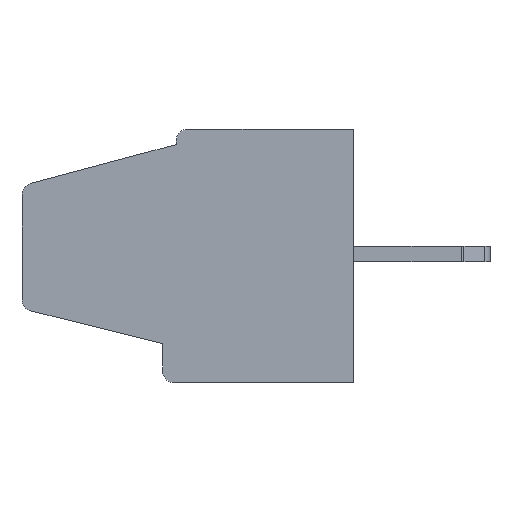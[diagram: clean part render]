
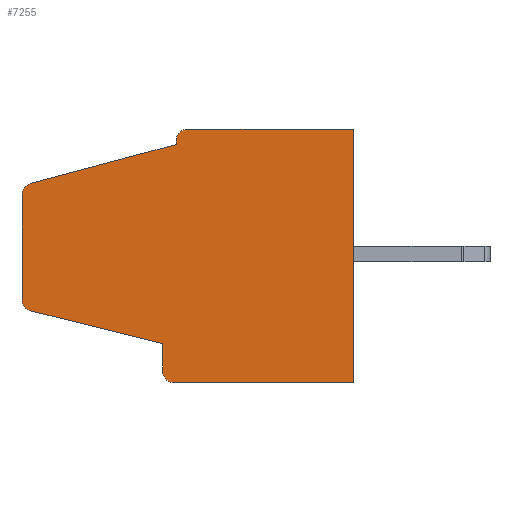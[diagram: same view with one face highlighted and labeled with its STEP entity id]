
A CAD part, left-side view. The second image highlights one B-rep face of the part: STEP entity #7255.
In plain terms, the highlighted planar face has unit normal (-1, 0, 0).
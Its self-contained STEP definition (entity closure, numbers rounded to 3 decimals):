
#18 = DIRECTION ( 'NONE',  ( 0., 1., 0. ) ) ;
#76 = EDGE_CURVE ( 'NONE', #3580, #1394, #2708, .T. ) ;
#110 = CARTESIAN_POINT ( 'NONE',  ( -1.47, -4.25, -3.25 ) ) ;
#187 = DIRECTION ( 'NONE',  ( 0., 0., 1. ) ) ;
#189 = ORIENTED_EDGE ( 'NONE', *, *, #8081, .T. ) ;
#238 = EDGE_CURVE ( 'NONE', #1107, #9439, #8441, .T. ) ;
#243 = CARTESIAN_POINT ( 'NONE',  ( -1.47, 0., 3.25 ) ) ;
#477 = VECTOR ( 'NONE', #1500, 1000. ) ;
#495 = VERTEX_POINT ( 'NONE', #2307 ) ;
#653 = LINE ( 'NONE', #6227, #8578 ) ;
#918 = ORIENTED_EDGE ( 'NONE', *, *, #238, .T. ) ;
#934 = CARTESIAN_POINT ( 'NONE',  ( -1.47, -4.25, -3.25 ) ) ;
#1107 = VERTEX_POINT ( 'NONE', #243 ) ;
#1147 = VERTEX_POINT ( 'NONE', #3478 ) ;
#1167 = VERTEX_POINT ( 'NONE', #3584 ) ;
#1343 = EDGE_CURVE ( 'NONE', #3475, #3580, #2787, .T. ) ;
#1394 = VERTEX_POINT ( 'NONE', #8886 ) ;
#1474 = DIRECTION ( 'NONE',  ( 0., -1., 0. ) ) ;
#1500 = DIRECTION ( 'NONE',  ( 0., 0., -1. ) ) ;
#1552 = EDGE_CURVE ( 'NONE', #6275, #3475, #2425, .T. ) ;
#1614 = CARTESIAN_POINT ( 'NONE',  ( -1.47, 3.95, -1.116 ) ) ;
#1679 = DIRECTION ( 'NONE',  ( -1., 0., 0. ) ) ;
#1757 = CARTESIAN_POINT ( 'NONE',  ( -1.47, 4.25, -1.116 ) ) ;
#1861 = LINE ( 'NONE', #8541, #9161 ) ;
#2113 = DIRECTION ( 'NONE',  ( -1., 0., 0. ) ) ;
#2115 = DIRECTION ( 'NONE',  ( 0., 0., 1. ) ) ;
#2194 = ORIENTED_EDGE ( 'NONE', *, *, #76, .T. ) ;
#2208 = VECTOR ( 'NONE', #187, 1000. ) ;
#2217 = CARTESIAN_POINT ( 'NONE',  ( -1.47, 0.34, -3.25 ) ) ;
#2307 = CARTESIAN_POINT ( 'NONE',  ( -1.47, 0.64, -2.95 ) ) ;
#2337 = FACE_OUTER_BOUND ( 'NONE', #9583, .T. ) ;
#2363 = CARTESIAN_POINT ( 'NONE',  ( -1.47, 4.25, 1.57 ) ) ;
#2425 = CIRCLE ( 'NONE', #8692, 0.3 ) ;
#2431 = DIRECTION ( 'NONE',  ( 0., -0.97, -0.242 ) ) ;
#2560 = DIRECTION ( 'NONE',  ( 0., 0., -1. ) ) ;
#2708 = CIRCLE ( 'NONE', #2847, 0.3 ) ;
#2723 = ORIENTED_EDGE ( 'NONE', *, *, #4711, .T. ) ;
#2765 = DIRECTION ( 'NONE',  ( -1., 0., 0. ) ) ;
#2787 = LINE ( 'NONE', #3384, #7069 ) ;
#2847 = AXIS2_PLACEMENT_3D ( 'NONE', #1614, #1679, #4579 ) ;
#3124 = EDGE_CURVE ( 'NONE', #1147, #9673, #5822, .T. ) ;
#3173 = AXIS2_PLACEMENT_3D ( 'NONE', #3273, #9415, #7044 ) ;
#3273 = CARTESIAN_POINT ( 'NONE',  ( -1.47, 0., 2.95 ) ) ;
#3375 = PLANE ( 'NONE',  #3550 ) ;
#3384 = CARTESIAN_POINT ( 'NONE',  ( -1.47, 4.25, 1.57 ) ) ;
#3475 = VERTEX_POINT ( 'NONE', #2363 ) ;
#3478 = CARTESIAN_POINT ( 'NONE',  ( -1.47, 0.34, -3.25 ) ) ;
#3550 = AXIS2_PLACEMENT_3D ( 'NONE', #7948, #4131, #9620 ) ;
#3580 = VERTEX_POINT ( 'NONE', #1757 ) ;
#3584 = CARTESIAN_POINT ( 'NONE',  ( -1.47, 0.64, -2.25 ) ) ;
#3593 = CARTESIAN_POINT ( 'NONE',  ( -1.47, 3.95, 1.57 ) ) ;
#3635 = ORIENTED_EDGE ( 'NONE', *, *, #7190, .T. ) ;
#4125 = CARTESIAN_POINT ( 'NONE',  ( -1.47, 0.64, -2.25 ) ) ;
#4131 = DIRECTION ( 'NONE',  ( -1., 0., 0. ) ) ;
#4394 = ORIENTED_EDGE ( 'NONE', *, *, #6543, .T. ) ;
#4434 = VECTOR ( 'NONE', #4941, 1000. ) ;
#4579 = DIRECTION ( 'NONE',  ( 0., 0., 1. ) ) ;
#4711 = EDGE_CURVE ( 'NONE', #5211, #1107, #8622, .T. ) ;
#4941 = DIRECTION ( 'NONE',  ( 0., 0., -1. ) ) ;
#5045 = EDGE_CURVE ( 'NONE', #495, #1147, #5823, .T. ) ;
#5101 = AXIS2_PLACEMENT_3D ( 'NONE', #9496, #2765, #2115 ) ;
#5211 = VERTEX_POINT ( 'NONE', #6024 ) ;
#5613 = CARTESIAN_POINT ( 'NONE',  ( -1.47, 0.3, 2.858 ) ) ;
#5735 = ORIENTED_EDGE ( 'NONE', *, *, #9571, .T. ) ;
#5822 = LINE ( 'NONE', #2217, #6771 ) ;
#5823 = CIRCLE ( 'NONE', #5101, 0.3 ) ;
#6024 = CARTESIAN_POINT ( 'NONE',  ( -1.47, -4.25, 3.25 ) ) ;
#6135 = CARTESIAN_POINT ( 'NONE',  ( -1.47, -4.25, 3.25 ) ) ;
#6227 = CARTESIAN_POINT ( 'NONE',  ( -1.47, 4.023, -1.407 ) ) ;
#6275 = VERTEX_POINT ( 'NONE', #9038 ) ;
#6543 = EDGE_CURVE ( 'NONE', #1394, #1167, #653, .T. ) ;
#6771 = VECTOR ( 'NONE', #1474, 1000. ) ;
#6909 = VECTOR ( 'NONE', #18, 1000. ) ;
#7004 = DIRECTION ( 'NONE',  ( 0., 0.966, -0.259 ) ) ;
#7044 = DIRECTION ( 'NONE',  ( 0., 0., 1. ) ) ;
#7069 = VECTOR ( 'NONE', #2560, 1000. ) ;
#7190 = EDGE_CURVE ( 'NONE', #8916, #6275, #1861, .T. ) ;
#7197 = LINE ( 'NONE', #4125, #4434 ) ;
#7255 = ADVANCED_FACE ( 'NONE', ( #2337 ), #3375, .T. ) ;
#7301 = LINE ( 'NONE', #9205, #477 ) ;
#7313 = CARTESIAN_POINT ( 'NONE',  ( -1.47, 0.3, 2.95 ) ) ;
#7551 = ORIENTED_EDGE ( 'NONE', *, *, #1552, .T. ) ;
#7583 = ORIENTED_EDGE ( 'NONE', *, *, #3124, .T. ) ;
#7822 = LINE ( 'NONE', #934, #2208 ) ;
#7948 = CARTESIAN_POINT ( 'NONE',  ( -1.47, 3.95, 1.57 ) ) ;
#8081 = EDGE_CURVE ( 'NONE', #9673, #5211, #7822, .T. ) ;
#8157 = ORIENTED_EDGE ( 'NONE', *, *, #1343, .T. ) ;
#8218 = ORIENTED_EDGE ( 'NONE', *, *, #8755, .T. ) ;
#8272 = DIRECTION ( 'NONE',  ( 0., 0., 1. ) ) ;
#8441 = CIRCLE ( 'NONE', #3173, 0.3 ) ;
#8541 = CARTESIAN_POINT ( 'NONE',  ( -1.47, 0.3, 2.858 ) ) ;
#8578 = VECTOR ( 'NONE', #2431, 1000. ) ;
#8622 = LINE ( 'NONE', #6135, #6909 ) ;
#8692 = AXIS2_PLACEMENT_3D ( 'NONE', #3593, #2113, #8272 ) ;
#8755 = EDGE_CURVE ( 'NONE', #1167, #495, #7197, .T. ) ;
#8886 = CARTESIAN_POINT ( 'NONE',  ( -1.47, 4.023, -1.407 ) ) ;
#8916 = VERTEX_POINT ( 'NONE', #5613 ) ;
#8960 = ORIENTED_EDGE ( 'NONE', *, *, #5045, .T. ) ;
#9038 = CARTESIAN_POINT ( 'NONE',  ( -1.47, 4.028, 1.86 ) ) ;
#9161 = VECTOR ( 'NONE', #7004, 1000. ) ;
#9205 = CARTESIAN_POINT ( 'NONE',  ( -1.47, 0.3, 2.95 ) ) ;
#9415 = DIRECTION ( 'NONE',  ( -1., 0., 0. ) ) ;
#9439 = VERTEX_POINT ( 'NONE', #7313 ) ;
#9496 = CARTESIAN_POINT ( 'NONE',  ( -1.47, 0.34, -2.95 ) ) ;
#9571 = EDGE_CURVE ( 'NONE', #9439, #8916, #7301, .T. ) ;
#9583 = EDGE_LOOP ( 'NONE', ( #7551, #8157, #2194, #4394, #8218, #8960, #7583, #189, #2723, #918, #5735, #3635 ) ) ;
#9620 = DIRECTION ( 'NONE',  ( 0., 0., 1. ) ) ;
#9673 = VERTEX_POINT ( 'NONE', #110 ) ;
